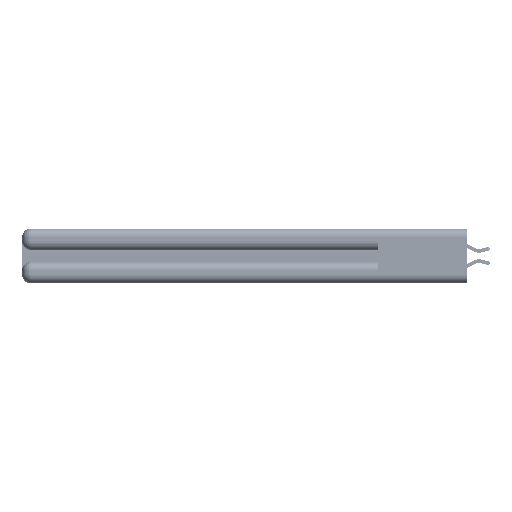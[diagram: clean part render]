
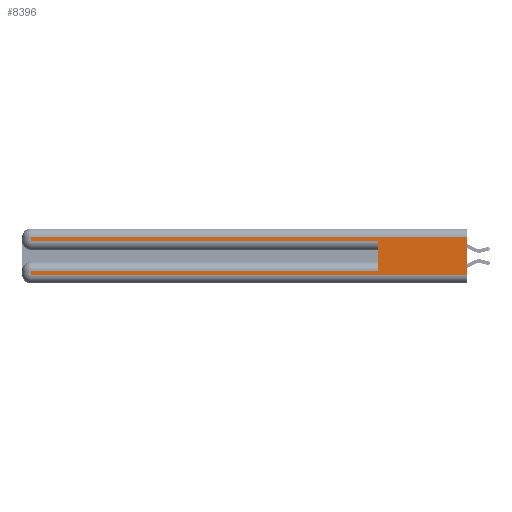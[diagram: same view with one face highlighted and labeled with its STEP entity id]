
A CAD part, left-side view. The second image highlights one B-rep face of the part: STEP entity #8396.
In plain terms, the highlighted planar face has unit normal (-1, 0, 0).
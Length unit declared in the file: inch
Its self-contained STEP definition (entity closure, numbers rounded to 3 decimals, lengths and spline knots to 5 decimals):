
#250 = ORIENTED_EDGE ( 'NONE', *, *, #7016, .F. ) ;
#667 = EDGE_CURVE ( 'NONE', #37138, #23212, #45360, .T. ) ;
#1217 = CARTESIAN_POINT ( 'NONE',  ( 0., 2.94, 0.31 ) ) ;
#1313 = DIRECTION ( 'NONE',  ( 0., 0., -1. ) ) ;
#1646 = ORIENTED_EDGE ( 'NONE', *, *, #31186, .T. ) ;
#1668 = LINE ( 'NONE', #17020, #13802 ) ;
#2160 = EDGE_CURVE ( 'NONE', #12132, #49408, #23011, .T. ) ;
#3142 = ORIENTED_EDGE ( 'NONE', *, *, #2160, .T. ) ;
#3835 = CARTESIAN_POINT ( 'NONE',  ( 0., 0., 0.31 ) ) ;
#4531 = ORIENTED_EDGE ( 'NONE', *, *, #46817, .T. ) ;
#7016 = EDGE_CURVE ( 'NONE', #37138, #49408, #15753, .T. ) ;
#8396 = ADVANCED_FACE ( 'NONE', ( #18121 ), #33683, .F. ) ;
#10518 = VECTOR ( 'NONE', #39761, 39.37008 ) ;
#12132 = VERTEX_POINT ( 'NONE', #12762 ) ;
#12559 = ORIENTED_EDGE ( 'NONE', *, *, #667, .T. ) ;
#12748 = CARTESIAN_POINT ( 'NONE',  ( 0., 0., 0.37 ) ) ;
#12762 = CARTESIAN_POINT ( 'NONE',  ( 0., 2.94, 0.06 ) ) ;
#12880 = CARTESIAN_POINT ( 'NONE',  ( 0., 2.94, 0.285 ) ) ;
#13802 = VECTOR ( 'NONE', #24824, 39.37008 ) ;
#14519 = CARTESIAN_POINT ( 'NONE',  ( 0., 0.6, 0.285 ) ) ;
#14724 = VERTEX_POINT ( 'NONE', #28155 ) ;
#15031 = CARTESIAN_POINT ( 'NONE',  ( 0., 0., 0.06 ) ) ;
#15234 = VERTEX_POINT ( 'NONE', #31823 ) ;
#15413 = DIRECTION ( 'NONE',  ( 0., -1., 0. ) ) ;
#15753 = LINE ( 'NONE', #12748, #16345 ) ;
#16345 = VECTOR ( 'NONE', #1313, 39.37008 ) ;
#17020 = CARTESIAN_POINT ( 'NONE',  ( 0., 2.94, 0.37 ) ) ;
#17120 = AXIS2_PLACEMENT_3D ( 'NONE', #25536, #46130, #21483 ) ;
#18121 = FACE_OUTER_BOUND ( 'NONE', #46922, .T. ) ;
#18336 = DIRECTION ( 'NONE',  ( 0., -1., 0. ) ) ;
#20052 = LINE ( 'NONE', #41745, #47346 ) ;
#21313 = VECTOR ( 'NONE', #15413, 39.37008 ) ;
#21394 = EDGE_CURVE ( 'NONE', #14724, #33643, #20052, .T. ) ;
#21483 = DIRECTION ( 'NONE',  ( 0., 0., -1. ) ) ;
#22175 = CARTESIAN_POINT ( 'NONE',  ( 0., 0., 0.31 ) ) ;
#22238 = VECTOR ( 'NONE', #40655, 39.37008 ) ;
#22497 = CARTESIAN_POINT ( 'NONE',  ( 0., 0., 0.06 ) ) ;
#22583 = LINE ( 'NONE', #23220, #10518 ) ;
#22941 = ORIENTED_EDGE ( 'NONE', *, *, #39630, .T. ) ;
#23011 = LINE ( 'NONE', #15031, #47790 ) ;
#23212 = VERTEX_POINT ( 'NONE', #1217 ) ;
#23220 = CARTESIAN_POINT ( 'NONE',  ( 0., 2.94, 0.37 ) ) ;
#23766 = VECTOR ( 'NONE', #46650, 39.37008 ) ;
#24824 = DIRECTION ( 'NONE',  ( 0., 0., -1. ) ) ;
#25536 = CARTESIAN_POINT ( 'NONE',  ( 0., 0., 0.37 ) ) ;
#27939 = LINE ( 'NONE', #48812, #22238 ) ;
#28155 = CARTESIAN_POINT ( 'NONE',  ( 0., 0.6, 0.085 ) ) ;
#31186 = EDGE_CURVE ( 'NONE', #14724, #15234, #27939, .T. ) ;
#31823 = CARTESIAN_POINT ( 'NONE',  ( 0., 2.94, 0.085 ) ) ;
#32337 = ORIENTED_EDGE ( 'NONE', *, *, #21394, .F. ) ;
#33348 = LINE ( 'NONE', #52342, #21313 ) ;
#33643 = VERTEX_POINT ( 'NONE', #14519 ) ;
#33683 = PLANE ( 'NONE',  #17120 ) ;
#36882 = EDGE_CURVE ( 'NONE', #23212, #47085, #22583, .T. ) ;
#37138 = VERTEX_POINT ( 'NONE', #3835 ) ;
#39630 = EDGE_CURVE ( 'NONE', #15234, #12132, #1668, .T. ) ;
#39761 = DIRECTION ( 'NONE',  ( 0., 0., -1. ) ) ;
#40655 = DIRECTION ( 'NONE',  ( 0., 1., 0. ) ) ;
#41745 = CARTESIAN_POINT ( 'NONE',  ( 0., 0.6, 0.145 ) ) ;
#44902 = ORIENTED_EDGE ( 'NONE', *, *, #36882, .T. ) ;
#45360 = LINE ( 'NONE', #22175, #23766 ) ;
#46130 = DIRECTION ( 'NONE',  ( 1., 0., 0. ) ) ;
#46322 = DIRECTION ( 'NONE',  ( 0., 0., 1. ) ) ;
#46650 = DIRECTION ( 'NONE',  ( 0., 1., 0. ) ) ;
#46817 = EDGE_CURVE ( 'NONE', #47085, #33643, #33348, .T. ) ;
#46922 = EDGE_LOOP ( 'NONE', ( #250, #12559, #44902, #4531, #32337, #1646, #22941, #3142 ) ) ;
#47085 = VERTEX_POINT ( 'NONE', #12880 ) ;
#47346 = VECTOR ( 'NONE', #46322, 39.37008 ) ;
#47790 = VECTOR ( 'NONE', #18336, 39.37008 ) ;
#48812 = CARTESIAN_POINT ( 'NONE',  ( 0., 0., 0.085 ) ) ;
#49408 = VERTEX_POINT ( 'NONE', #22497 ) ;
#52342 = CARTESIAN_POINT ( 'NONE',  ( 0., 0., 0.285 ) ) ;
